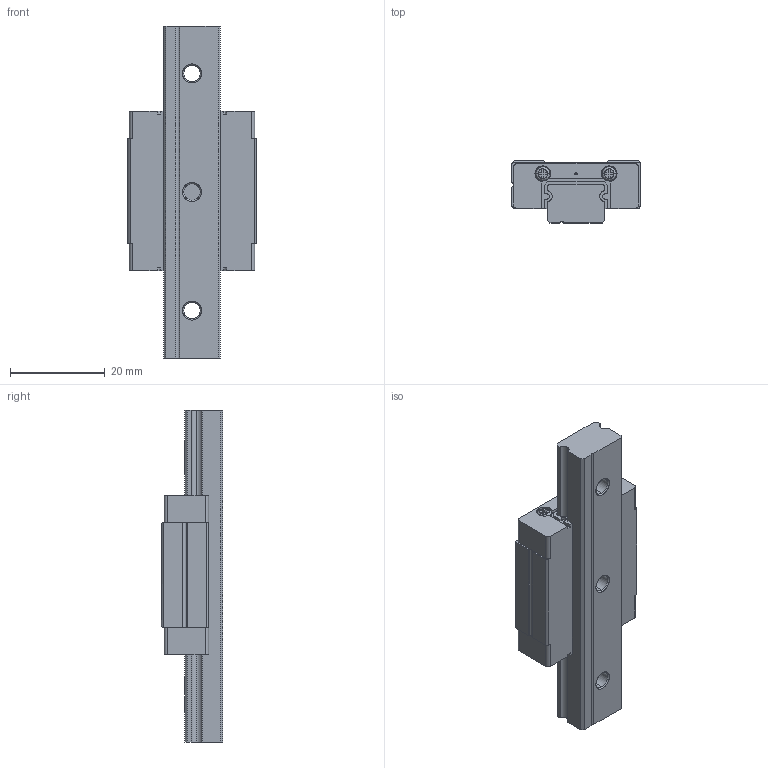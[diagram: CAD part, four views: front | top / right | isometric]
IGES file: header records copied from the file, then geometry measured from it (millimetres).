
Start section: SolidWorks IGES file using analytic representation for surfaces
Global section: file name: C_SM12N_Assy.IGS; native system: SolidWorks 2023; preprocessor: SolidWorks 2023; author: user; date: 241216.181022; units: millimetre
Bounding box: 27 x 13 x 70 mm (x, y, z)
Surface area: 6854.4 mm2 (no closed solid volume)
Topology: 0 solids, 0 shells, 267 faces, 2544 edges, 2536 vertices
Faces by surface type: bspline 161, revolution 106
